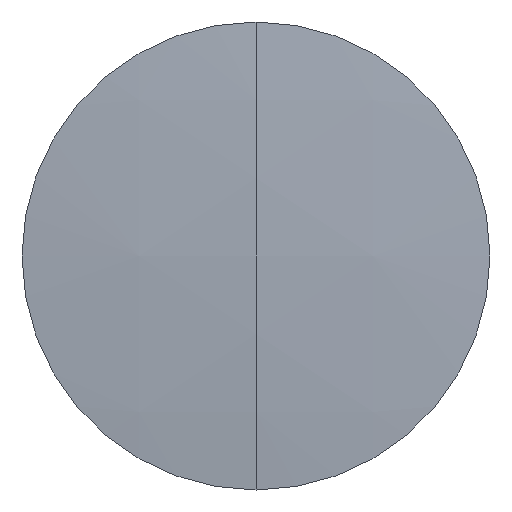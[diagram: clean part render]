
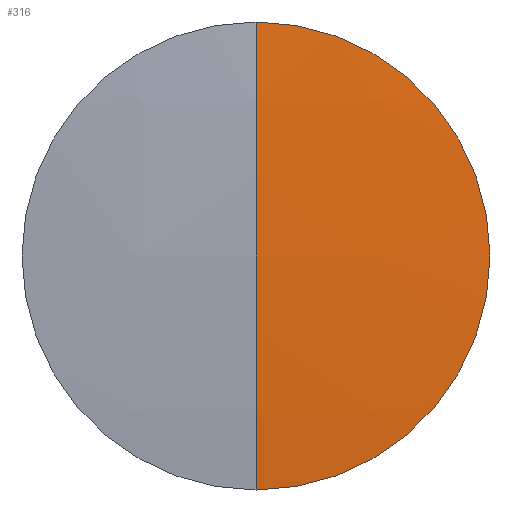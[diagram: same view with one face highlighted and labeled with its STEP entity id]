
A CAD part, left-side view. The second image highlights one B-rep face of the part: STEP entity #316.
In plain terms, the highlighted spherical face has radius 272.9 mm.
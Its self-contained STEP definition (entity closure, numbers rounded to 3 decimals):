
#15 = VERTEX_POINT ( 'NONE', #224 ) ;
#20 = CARTESIAN_POINT ( 'NONE',  ( 768.822, 0., 0. ) ) ;
#22 = SPHERICAL_SURFACE ( 'NONE', #313, 272.9 ) ;
#24 = DIRECTION ( 'NONE',  ( 0., -1., 0. ) ) ;
#47 = DIRECTION ( 'NONE',  ( 0., -1., 0. ) ) ;
#52 = EDGE_LOOP ( 'NONE', ( #262, #300, #322 ) ) ;
#54 = CIRCLE ( 'NONE', #229, 272.9 ) ;
#63 = DIRECTION ( 'NONE',  ( -1., 0., 0. ) ) ;
#89 = VERTEX_POINT ( 'NONE', #108 ) ;
#90 = CARTESIAN_POINT ( 'NONE',  ( 768.822, 0., 0. ) ) ;
#108 = CARTESIAN_POINT ( 'NONE',  ( 497.106, 0., 25.4 ) ) ;
#128 = VERTEX_POINT ( 'NONE', #258 ) ;
#161 = AXIS2_PLACEMENT_3D ( 'NONE', #90, #296, #321 ) ;
#186 = CIRCLE ( 'NONE', #161, 272.9 ) ;
#212 = DIRECTION ( 'NONE',  ( 0., 0., 1. ) ) ;
#216 = DIRECTION ( 'NONE',  ( 0., 0., -1. ) ) ;
#223 = EDGE_CURVE ( 'NONE', #15, #128, #186, .T. ) ;
#224 = CARTESIAN_POINT ( 'NONE',  ( 497.106, 0., -25.4 ) ) ;
#229 = AXIS2_PLACEMENT_3D ( 'NONE', #20, #47, #216 ) ;
#230 = EDGE_CURVE ( 'NONE', #15, #89, #331, .T. ) ;
#244 = CARTESIAN_POINT ( 'NONE',  ( 768.822, 0., 0. ) ) ;
#258 = CARTESIAN_POINT ( 'NONE',  ( 495.922, 0., 0. ) ) ;
#262 = ORIENTED_EDGE ( 'NONE', *, *, #230, .T. ) ;
#287 = EDGE_CURVE ( 'NONE', #89, #128, #54, .T. ) ;
#293 = CARTESIAN_POINT ( 'NONE',  ( 497.106, 0., 0. ) ) ;
#296 = DIRECTION ( 'NONE',  ( 0., 1., 0. ) ) ;
#300 = ORIENTED_EDGE ( 'NONE', *, *, #287, .T. ) ;
#305 = AXIS2_PLACEMENT_3D ( 'NONE', #293, #63, #212 ) ;
#307 = FACE_OUTER_BOUND ( 'NONE', #52, .T. ) ;
#313 = AXIS2_PLACEMENT_3D ( 'NONE', #244, #24, #329 ) ;
#316 = ADVANCED_FACE ( 'NONE', ( #307 ), #22, .T. ) ;
#321 = DIRECTION ( 'NONE',  ( 0., 0., 1. ) ) ;
#322 = ORIENTED_EDGE ( 'NONE', *, *, #223, .F. ) ;
#329 = DIRECTION ( 'NONE',  ( 0., 0., -1. ) ) ;
#331 = CIRCLE ( 'NONE', #305, 25.4 ) ;
